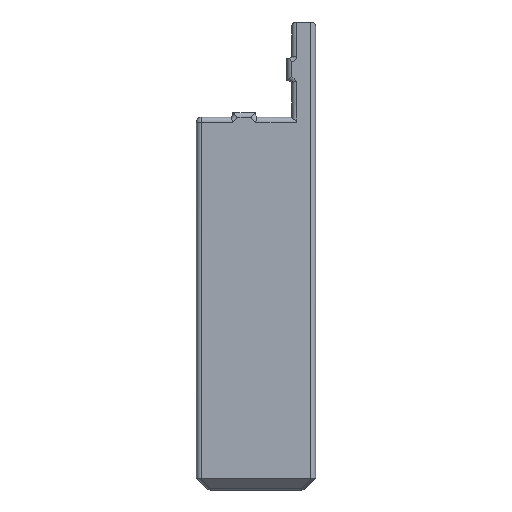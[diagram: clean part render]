
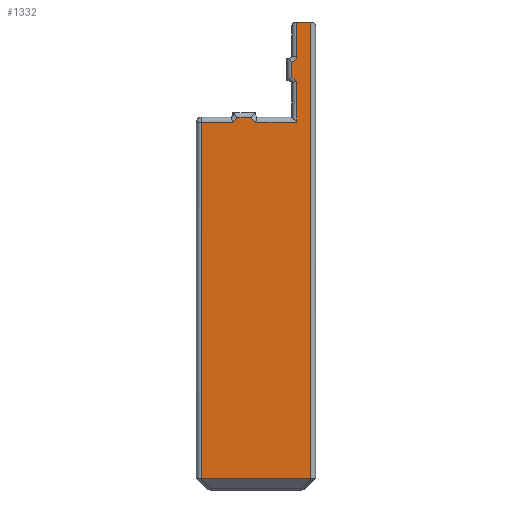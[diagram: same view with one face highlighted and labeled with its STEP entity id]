
A CAD part, left-side view. The second image highlights one B-rep face of the part: STEP entity #1332.
In plain terms, the highlighted planar face has unit normal (-1, 0, 0).
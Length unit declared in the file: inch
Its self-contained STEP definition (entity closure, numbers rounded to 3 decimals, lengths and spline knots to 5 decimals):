
#46=PLANE('',#1460);
#63=CIRCLE('',#1415,0.09698);
#65=CIRCLE('',#1421,0.09698);
#82=CIRCLE('',#1459,0.05);
#83=CIRCLE('',#1461,0.09698);
#143=FACE_OUTER_BOUND('',#228,.T.);
#228=EDGE_LOOP('',(#973,#974,#975,#976,#977,#978,#979,#980,#981,#982,#983,
#984,#985,#986));
#312=LINE('',#2001,#406);
#320=LINE('',#2057,#414);
#322=LINE('',#2063,#416);
#334=LINE('',#2172,#428);
#346=LINE('',#2264,#440);
#351=LINE('',#2322,#445);
#352=LINE('',#2324,#446);
#353=LINE('',#2326,#447);
#354=LINE('',#2328,#448);
#355=LINE('',#2329,#449);
#406=VECTOR('',#1573,0.3937);
#414=VECTOR('',#1603,0.3937);
#416=VECTOR('',#1609,0.3937);
#428=VECTOR('',#1647,0.3937);
#440=VECTOR('',#1697,0.3937);
#445=VECTOR('',#1722,0.3937);
#446=VECTOR('',#1723,0.3937);
#447=VECTOR('',#1724,0.3937);
#448=VECTOR('',#1725,0.3937);
#449=VECTOR('',#1726,0.3937);
#531=VERTEX_POINT('',#1991);
#532=VERTEX_POINT('',#2000);
#540=VERTEX_POINT('',#2037);
#543=VERTEX_POINT('',#2056);
#545=VERTEX_POINT('',#2062);
#546=VERTEX_POINT('',#2081);
#560=VERTEX_POINT('',#2171);
#582=VERTEX_POINT('',#2261);
#583=VERTEX_POINT('',#2263);
#588=VERTEX_POINT('',#2319);
#589=VERTEX_POINT('',#2321);
#590=VERTEX_POINT('',#2323);
#591=VERTEX_POINT('',#2325);
#592=VERTEX_POINT('',#2327);
#651=EDGE_CURVE('',#531,#532,#312,.T.);
#663=EDGE_CURVE('',#532,#540,#63,.T.);
#667=EDGE_CURVE('',#540,#543,#320,.T.);
#670=EDGE_CURVE('',#543,#545,#322,.T.);
#672=EDGE_CURVE('',#545,#546,#65,.T.);
#693=EDGE_CURVE('',#546,#560,#334,.T.);
#721=EDGE_CURVE('',#582,#583,#346,.T.);
#731=EDGE_CURVE('',#560,#582,#82,.T.);
#733=EDGE_CURVE('',#588,#531,#83,.T.);
#734=EDGE_CURVE('',#589,#588,#351,.T.);
#735=EDGE_CURVE('',#590,#589,#352,.T.);
#736=EDGE_CURVE('',#591,#590,#353,.T.);
#737=EDGE_CURVE('',#592,#591,#354,.T.);
#738=EDGE_CURVE('',#583,#592,#355,.T.);
#973=ORIENTED_EDGE('',*,*,#651,.F.);
#974=ORIENTED_EDGE('',*,*,#733,.F.);
#975=ORIENTED_EDGE('',*,*,#734,.F.);
#976=ORIENTED_EDGE('',*,*,#735,.F.);
#977=ORIENTED_EDGE('',*,*,#736,.F.);
#978=ORIENTED_EDGE('',*,*,#737,.F.);
#979=ORIENTED_EDGE('',*,*,#738,.F.);
#980=ORIENTED_EDGE('',*,*,#721,.F.);
#981=ORIENTED_EDGE('',*,*,#731,.F.);
#982=ORIENTED_EDGE('',*,*,#693,.F.);
#983=ORIENTED_EDGE('',*,*,#672,.F.);
#984=ORIENTED_EDGE('',*,*,#670,.F.);
#985=ORIENTED_EDGE('',*,*,#667,.F.);
#986=ORIENTED_EDGE('',*,*,#663,.F.);
#1332=ADVANCED_FACE('',(#143),#46,.T.);
#1415=AXIS2_PLACEMENT_3D('',#2038,#1596,#1597);
#1421=AXIS2_PLACEMENT_3D('',#2082,#1612,#1613);
#1459=AXIS2_PLACEMENT_3D('',#2307,#1716,#1717);
#1460=AXIS2_PLACEMENT_3D('',#2318,#1718,#1719);
#1461=AXIS2_PLACEMENT_3D('',#2320,#1720,#1721);
#1573=DIRECTION('',(0.,-1.,0.));
#1596=DIRECTION('center_axis',(-1.,0.,0.));
#1597=DIRECTION('ref_axis',(0.,0.899,-0.438));
#1603=DIRECTION('',(0.,-1.,0.));
#1609=DIRECTION('',(0.,0.,1.));
#1612=DIRECTION('center_axis',(-1.,0.,0.));
#1613=DIRECTION('ref_axis',(0.,-0.787,0.617));
#1647=DIRECTION('',(0.,0.,1.));
#1697=DIRECTION('',(0.,0.,1.));
#1716=DIRECTION('center_axis',(-1.,0.,0.));
#1717=DIRECTION('ref_axis',(0.,1.,0.));
#1718=DIRECTION('center_axis',(-1.,0.,0.));
#1719=DIRECTION('ref_axis',(0.,1.,0.));
#1720=DIRECTION('center_axis',(-1.,0.,0.));
#1721=DIRECTION('ref_axis',(0.,-0.899,-0.438));
#1722=DIRECTION('',(0.,-1.,0.));
#1723=DIRECTION('',(0.,0.,1.));
#1724=DIRECTION('',(0.,1.,0.));
#1725=DIRECTION('',(0.,0.,-1.));
#1726=DIRECTION('',(0.,-1.,0.));
#1991=CARTESIAN_POINT('',(-0.5,0.07532,-0.49998));
#2000=CARTESIAN_POINT('',(-0.5,-0.07532,-0.49998));
#2001=CARTESIAN_POINT('',(-0.5,-0.439,-0.49998));
#2037=CARTESIAN_POINT('',(-0.5,-0.12209,-0.55));
#2038=CARTESIAN_POINT('Origin',(-0.5,-0.16498,-0.46303));
#2056=CARTESIAN_POINT('',(-0.5,-0.55,-0.55));
#2057=CARTESIAN_POINT('',(-0.5,-0.4375,-0.55));
#2062=CARTESIAN_POINT('',(-0.5,-0.55,-0.12209));
#2063=CARTESIAN_POINT('',(-0.5,-0.55,-0.5));
#2081=CARTESIAN_POINT('',(-0.5,-0.49998,-0.07532));
#2082=CARTESIAN_POINT('Origin',(-0.5,-0.46303,-0.16498));
#2171=CARTESIAN_POINT('',(-0.5,-0.49998,0.086));
#2172=CARTESIAN_POINT('',(-0.5,-0.49998,-0.186));
#2261=CARTESIAN_POINT('',(-0.5,-0.55,0.136));
#2263=CARTESIAN_POINT('',(-0.5,-0.55,0.5));
#2264=CARTESIAN_POINT('',(-0.5,-0.55,-0.5));
#2307=CARTESIAN_POINT('Origin',(-0.5,-0.5,0.136));
#2318=CARTESIAN_POINT('Origin',(-0.5,-0.75,-0.5));
#2319=CARTESIAN_POINT('',(-0.5,0.12209,-0.55));
#2320=CARTESIAN_POINT('Origin',(-0.5,0.16498,-0.46303));
#2321=CARTESIAN_POINT('',(-0.5,0.45,-0.55));
#2322=CARTESIAN_POINT('',(-0.5,-0.4375,-0.55));
#2323=CARTESIAN_POINT('',(-0.5,0.45,-4.286));
#2324=CARTESIAN_POINT('',(-0.5,0.45,-0.5));
#2325=CARTESIAN_POINT('',(-0.5,-0.7,-4.286));
#2326=CARTESIAN_POINT('',(-0.5,-0.4375,-4.286));
#2327=CARTESIAN_POINT('',(-0.5,-0.7,0.5));
#2328=CARTESIAN_POINT('',(-0.5,-0.7,-0.5));
#2329=CARTESIAN_POINT('',(-0.5,-0.75,0.5));
